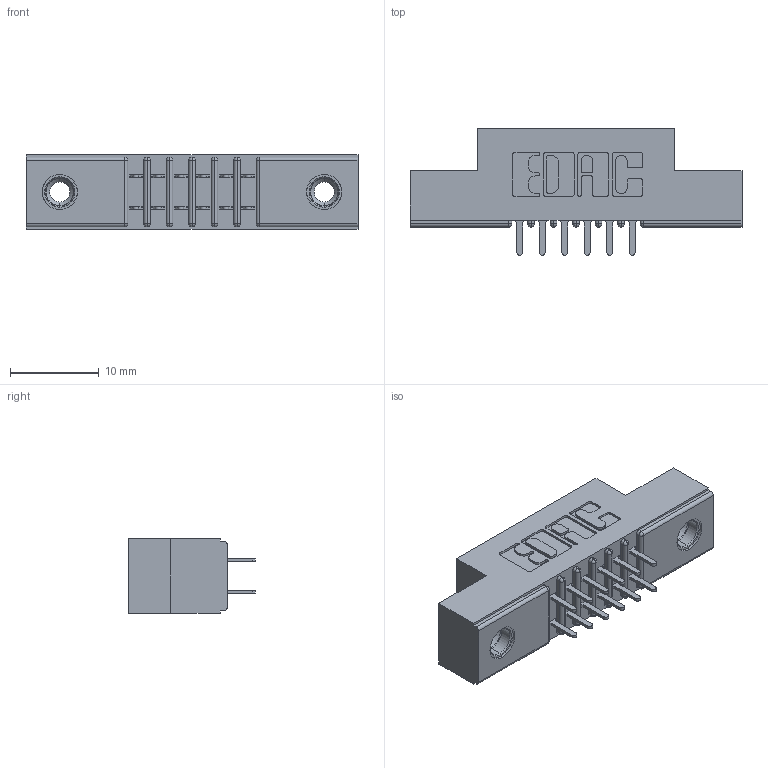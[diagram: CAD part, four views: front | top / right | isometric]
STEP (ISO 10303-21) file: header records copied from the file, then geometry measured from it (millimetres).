
FILE_DESCRIPTION (( 'STEP AP203' ), '1' );
FILE_NAME ('391-012-520-208.STEP', '2018-08-08T16:25:01', ( '' ), ( '' ), 'SwSTEP 2.0', 'SolidWorks 2016', '' );
FILE_SCHEMA (( 'CONFIG_CONTROL_DESIGN' ));
Length unit declared in the file: inch
Products named in the file (4): 341 Part_.156 (3.96) Dia Mounting Holes; 341-292-001_341-292-120; 345-250-001_345-250-003-102; 391-012-520-208
Assembly tree (15 placements, depth 2):
  391-012-520-208
    341 Part_.156 (3.96) Dia Mounting Holes
    341-292-001_341-292-120  x12
    345-250-001_345-250-003-102  x2
Bounding box: 37.47 x 14.27 x 8.38 mm (x, y, z)
Volume: 2170.5 mm3; surface area: 3545 mm2
Topology: 15 solids, 15 shells, 968 faces, 2750 edges, 1778 vertices
Faces by surface type: plane 580, cylinder 348, sphere 14, torus 14, cone 12
Entity records: 13242 total; most frequent: CARTESIAN_POINT 2185, ORIENTED_EDGE 2160, DIRECTION 2156, EDGE_CURVE 1080, VECTOR 830, LINE 830, VERTEX_POINT 692, AXIS2_PLACEMENT_3D 663
